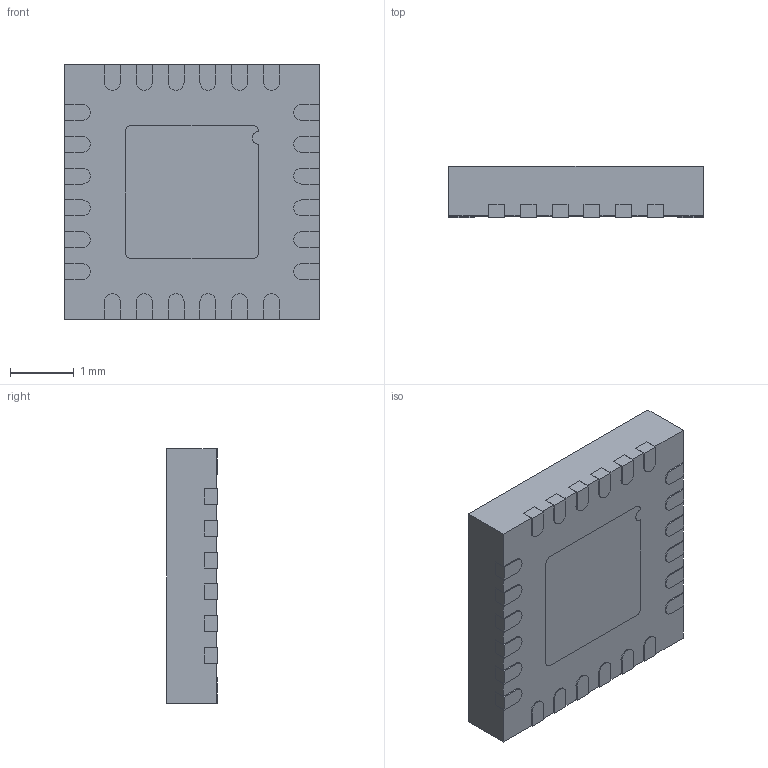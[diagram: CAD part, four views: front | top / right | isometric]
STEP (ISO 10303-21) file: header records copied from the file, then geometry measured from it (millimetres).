
FILE_DESCRIPTION (( 'STEP AP214' ), '1' );
FILE_NAME ('AD5700-1ACPZ-RL7.STEP', '2018-05-12T11:38:26', ( '' ), ( '' ), 'SwSTEP 2.0', 'SolidWorks 2017', '' );
FILE_SCHEMA (( 'AUTOMOTIVE_DESIGN' ));
Length unit declared in the file: millimetre
Products named in the file (1): AD5700-1ACPZ-RL7
Bounding box: 4 x 0.8 x 4 mm (x, y, z)
Volume: 12.5 mm3; surface area: 68.3 mm2
Topology: 27 solids, 27 shells, 286 faces, 690 edges, 460 vertices
Faces by surface type: plane 212, cylinder 74
Entity records: 8570 total; most frequent: CARTESIAN_POINT 1437, DIRECTION 1412, ORIENTED_EDGE 1380, EDGE_CURVE 690, LINE 542, VECTOR 542, VERTEX_POINT 460, AXIS2_PLACEMENT_3D 435
